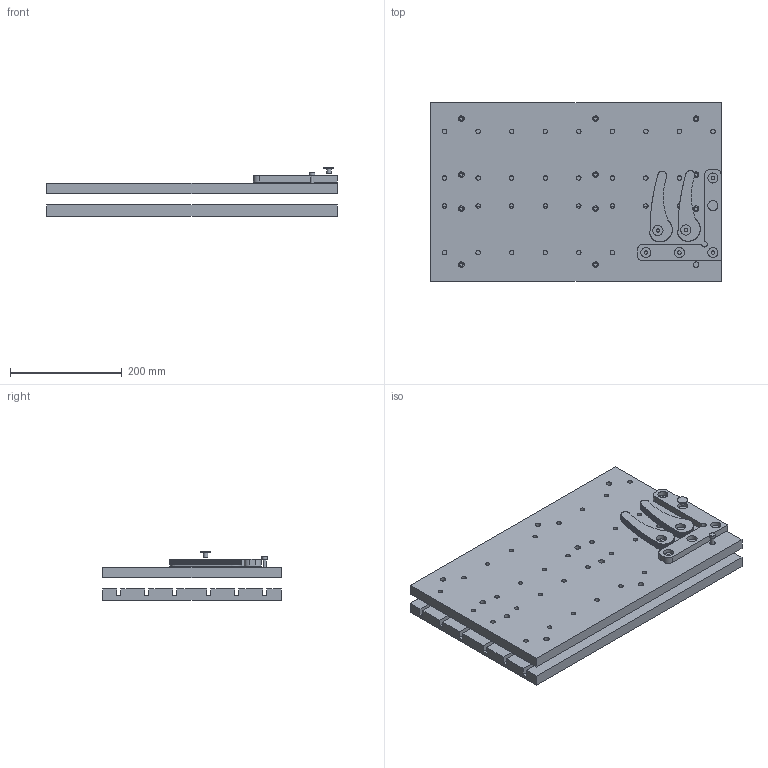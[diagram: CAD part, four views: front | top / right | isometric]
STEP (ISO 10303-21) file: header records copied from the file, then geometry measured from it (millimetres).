
FILE_DESCRIPTION(('HOOPS Exchange Step'),'2;1');
FILE_NAME('temp_export','2023-06-26T14:53:06+02:00',('mobile'),('Shapr3D Limited'),'HOOPS Exchange 2022.2','Shapr3D','Authorized');
FILE_SCHEMA( ('AUTOMOTIVE_DESIGN { 1 0 10303 214 1 1 1 1 }') );
Length unit declared in the file: millimetre
Products named in the file (3): Clamps; Schrauben; root
Assembly tree (2 placements, depth 2):
  root
    Clamps
    Schrauben
Bounding box: 520 x 320 x 86.5 mm (x, y, z)
Volume: 6296403.9 mm3; surface area: 878021.2 mm2
Topology: 7 solids, 7 shells, 1547 faces, 4526 edges, 3050 vertices
Faces by surface type: plane 1415, cylinder 132
Full cylindrical faces by diameter (mm): 5.9 x1, 6 x14, 6.2 x5, 8 x37, 9.9 x1, 10 x12, 18 x6, 18.2 x36
Entity records: 50953 total; most frequent: CARTESIAN_POINT 9126, ORIENTED_EDGE 9052, DIRECTION 7988, EDGE_CURVE 4526, VECTOR 4164, LINE 4164, VERTEX_POINT 3050, AXIS2_PLACEMENT_3D 1912
